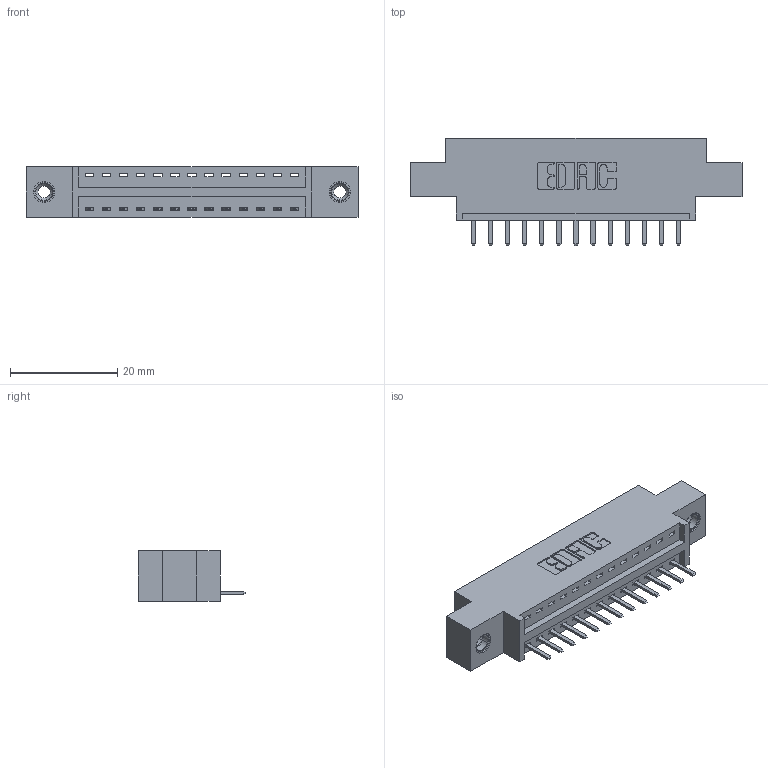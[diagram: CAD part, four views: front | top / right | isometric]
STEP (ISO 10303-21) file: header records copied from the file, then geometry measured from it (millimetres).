
FILE_DESCRIPTION (( 'STEP AP203' ), '1' );
FILE_NAME ('346-013-520-608.STEP', '2018-08-19T23:33:27', ( '' ), ( '' ), 'SwSTEP 2.0', 'SolidWorks 2016', '' );
FILE_SCHEMA (( 'CONFIG_CONTROL_DESIGN' ));
Length unit declared in the file: inch
Products named in the file (4): 346 Part_0.170 Offset - 0.156 Dia-TI; 345-292-001_345-293-120; 345-250-001_345-250-003-102; 346-013-520-608
Assembly tree (16 placements, depth 2):
  346-013-520-608
    346 Part_0.170 Offset - 0.156 Dia-TI
    345-292-001_345-293-120  x13
    345-250-001_345-250-003-102  x2
Bounding box: 61.85 x 20.02 x 9.4 mm (x, y, z)
Volume: 5522 mm3; surface area: 6646.1 mm2
Topology: 16 solids, 16 shells, 992 faces, 2869 edges, 1870 vertices
Faces by surface type: plane 658, cylinder 318, cone 12, torus 4
Entity records: 13404 total; most frequent: CARTESIAN_POINT 2302, ORIENTED_EDGE 2230, DIRECTION 2079, EDGE_CURVE 1115, LINE 907, VECTOR 907, VERTEX_POINT 736, AXIS2_PLACEMENT_3D 586
